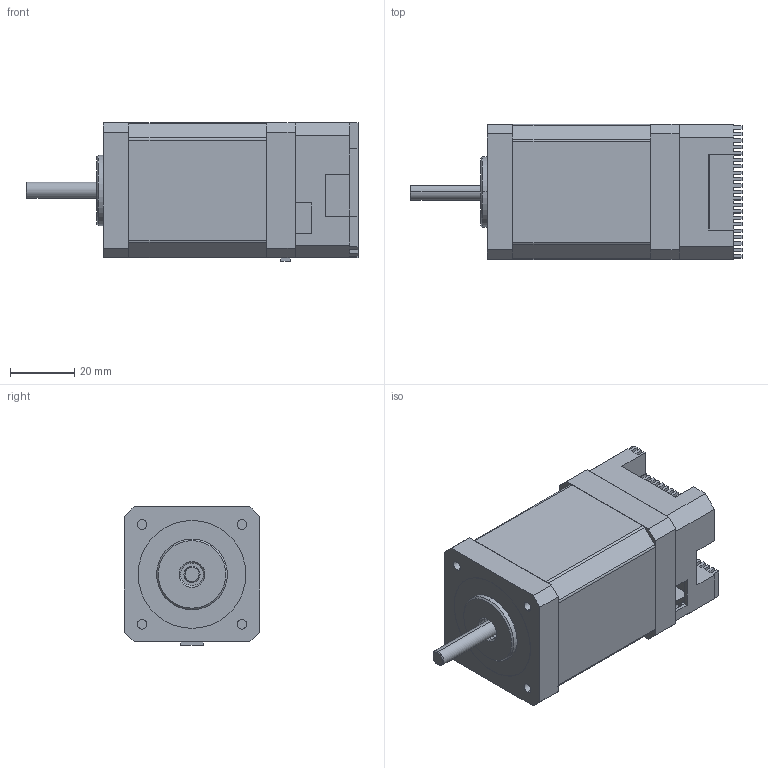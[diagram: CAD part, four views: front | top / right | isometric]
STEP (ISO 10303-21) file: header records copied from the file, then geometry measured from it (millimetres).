
FILE_DESCRIPTION (( 'STEP AP214' ), '1' );
FILE_NAME ('42HS60EI.STEP', '2024-03-19T01:58:37', ( '' ), ( '' ), 'SwSTEP 2.0', 'SolidWorks 2021', '' );
FILE_SCHEMA (( 'AUTOMOTIVE_DESIGN' ));
Length unit declared in the file: millimetre
Products named in the file (3): 42HS6015A4.step; 42菁裔; 42HS60EI
Assembly tree (2 placements, depth 2):
  42HS60EI
    42HS6015A4.step
    42菁裔
Bounding box: 103.2 x 42 x 43 mm (x, y, z)
Volume: 110314.3 mm3; surface area: 34044.3 mm2
Topology: 8 solids, 8 shells, 368 faces, 975 edges, 643 vertices
Faces by surface type: plane 286, cylinder 65, torus 10, cone 7
Entity records: 11778 total; most frequent: CARTESIAN_POINT 2293, ORIENTED_EDGE 1950, DIRECTION 1830, EDGE_CURVE 975, VECTOR 750, LINE 750, VERTEX_POINT 643, AXIS2_PLACEMENT_3D 540
